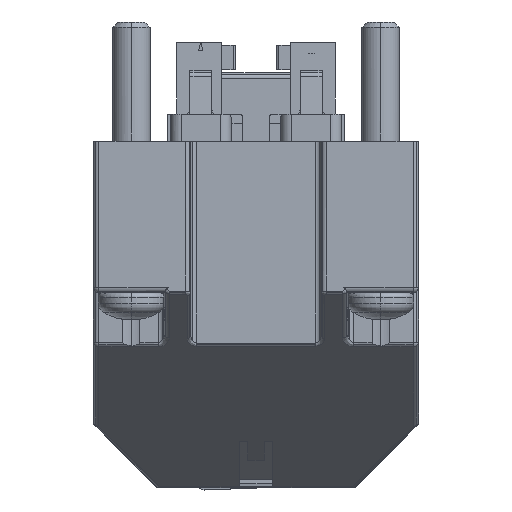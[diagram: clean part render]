
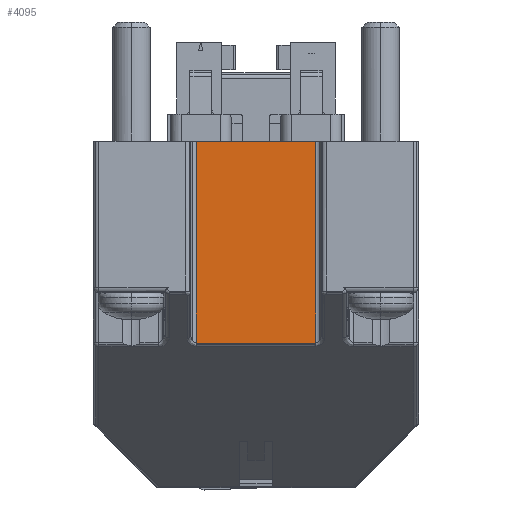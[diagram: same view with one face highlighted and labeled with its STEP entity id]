
A CAD part, front view. The second image highlights one B-rep face of the part: STEP entity #4095.
In plain terms, the highlighted planar face has unit normal (0, -1, 0).
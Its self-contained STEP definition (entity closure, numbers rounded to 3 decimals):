
#4075=AXIS2_PLACEMENT_3D('Plane Axis2P3D',#4072,#4073,#4074) ;
#1766=CARTESIAN_POINT('Vertex',(9.5,6.05,32.187)) ;
#1769=CARTESIAN_POINT('Line Origine',(15.,6.05,32.187)) ;
#1773=CARTESIAN_POINT('Vertex',(20.5,6.05,32.187)) ;
#4056=CARTESIAN_POINT('Vertex',(9.5,6.05,13.553)) ;
#4059=CARTESIAN_POINT('Line Origine',(9.5,6.05,23.376)) ;
#4072=CARTESIAN_POINT('Axis2P3D Location',(0.,6.05,30.187)) ;
#4077=CARTESIAN_POINT('Line Origine',(20.5,6.05,22.87)) ;
#4081=CARTESIAN_POINT('Vertex',(20.5,6.05,13.553)) ;
#4084=CARTESIAN_POINT('Line Origine',(15.,6.05,13.553)) ;
#1770=DIRECTION('Vector Direction',(-1.,0.,0.)) ;
#4060=DIRECTION('Vector Direction',(0.,0.,-1.)) ;
#4073=DIRECTION('Axis2P3D Direction',(0.,-1.,0.)) ;
#4074=DIRECTION('Axis2P3D XDirection',(0.,0.,1.)) ;
#4078=DIRECTION('Vector Direction',(0.,0.,1.)) ;
#4085=DIRECTION('Vector Direction',(-1.,0.,0.)) ;
#1771=VECTOR('Line Direction',#1770,1.) ;
#4061=VECTOR('Line Direction',#4060,1.) ;
#4079=VECTOR('Line Direction',#4078,1.) ;
#4086=VECTOR('Line Direction',#4085,1.) ;
#4090=ORIENTED_EDGE('',*,*,#4083,.T.) ;
#4091=ORIENTED_EDGE('',*,*,#1775,.T.) ;
#4092=ORIENTED_EDGE('',*,*,#4063,.F.) ;
#4093=ORIENTED_EDGE('',*,*,#4088,.F.) ;
#4095=ADVANCED_FACE('Hauptk\X2\00F6\X0\rper',(#4094),#4076,.T.) ;
#1775=EDGE_CURVE('',#1774,#1767,#1772,.T.) ;
#4063=EDGE_CURVE('',#4057,#1767,#4062,.F.) ;
#4083=EDGE_CURVE('',#4082,#1774,#4080,.T.) ;
#4088=EDGE_CURVE('',#4082,#4057,#4087,.T.) ;
#4089=EDGE_LOOP('',(#4090,#4091,#4092,#4093)) ;
#4094=FACE_OUTER_BOUND('',#4089,.T.) ;
#1772=LINE('Line',#1769,#1771) ;
#4062=LINE('Line',#4059,#4061) ;
#4080=LINE('Line',#4077,#4079) ;
#4087=LINE('Line',#4084,#4086) ;
#4076=PLANE('',#4075) ;
#1767=VERTEX_POINT('',#1766) ;
#1774=VERTEX_POINT('',#1773) ;
#4057=VERTEX_POINT('',#4056) ;
#4082=VERTEX_POINT('',#4081) ;
